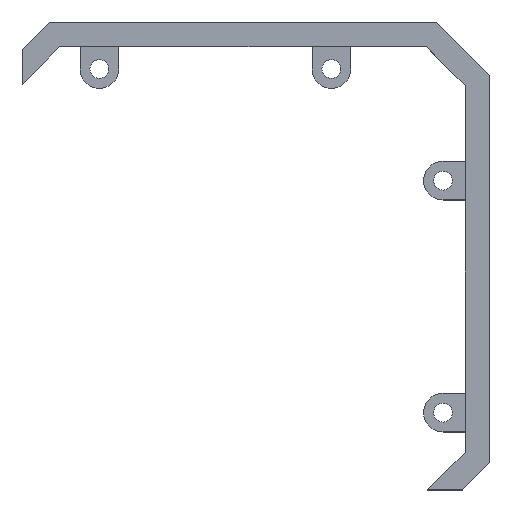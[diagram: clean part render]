
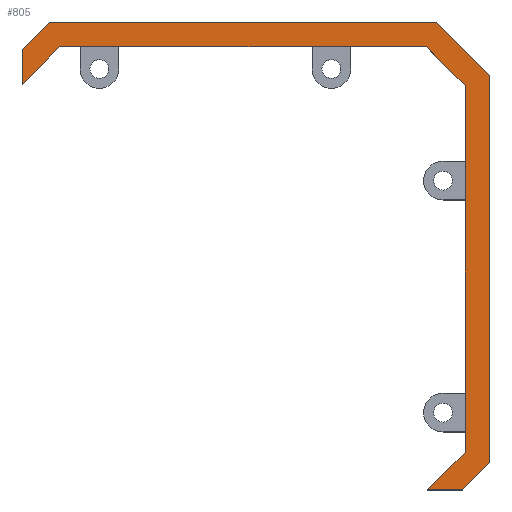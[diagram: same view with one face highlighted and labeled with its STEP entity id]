
A CAD part, top view. The second image highlights one B-rep face of the part: STEP entity #805.
In plain terms, the highlighted planar face has unit normal (0, 0, 1).
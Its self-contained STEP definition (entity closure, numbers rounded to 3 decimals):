
#87=FACE_OUTER_BOUND('',#136,.T.);
#136=EDGE_LOOP('',(#720,#721,#722,#723,#724,#725,#726,#727,#728,#729,#730,
#731));
#177=LINE('',#1188,#272);
#212=LINE('',#1274,#307);
#214=LINE('',#1278,#309);
#216=LINE('',#1281,#311);
#218=LINE('',#1285,#313);
#220=LINE('',#1289,#315);
#222=LINE('',#1293,#317);
#224=LINE('',#1297,#319);
#226=LINE('',#1301,#321);
#228=LINE('',#1305,#323);
#230=LINE('',#1309,#325);
#231=LINE('',#1311,#326);
#272=VECTOR('',#953,10.);
#307=VECTOR('',#1046,10.);
#309=VECTOR('',#1050,10.);
#311=VECTOR('',#1054,10.);
#313=VECTOR('',#1058,10.);
#315=VECTOR('',#1062,10.);
#317=VECTOR('',#1066,10.);
#319=VECTOR('',#1070,10.);
#321=VECTOR('',#1074,10.);
#323=VECTOR('',#1078,10.);
#325=VECTOR('',#1082,10.);
#326=VECTOR('',#1085,10.);
#367=VERTEX_POINT('',#1185);
#368=VERTEX_POINT('',#1187);
#389=VERTEX_POINT('',#1271);
#390=VERTEX_POINT('',#1273);
#391=VERTEX_POINT('',#1277);
#392=VERTEX_POINT('',#1283);
#393=VERTEX_POINT('',#1287);
#394=VERTEX_POINT('',#1291);
#395=VERTEX_POINT('',#1295);
#396=VERTEX_POINT('',#1299);
#397=VERTEX_POINT('',#1303);
#398=VERTEX_POINT('',#1307);
#447=EDGE_CURVE('',#368,#367,#177,.T.);
#490=EDGE_CURVE('',#390,#389,#212,.T.);
#492=EDGE_CURVE('',#389,#391,#214,.T.);
#494=EDGE_CURVE('',#391,#368,#216,.T.);
#496=EDGE_CURVE('',#367,#392,#218,.T.);
#498=EDGE_CURVE('',#392,#393,#220,.T.);
#500=EDGE_CURVE('',#393,#394,#222,.T.);
#502=EDGE_CURVE('',#394,#395,#224,.T.);
#504=EDGE_CURVE('',#395,#396,#226,.T.);
#506=EDGE_CURVE('',#396,#397,#228,.T.);
#508=EDGE_CURVE('',#397,#398,#230,.T.);
#509=EDGE_CURVE('',#398,#390,#231,.T.);
#720=ORIENTED_EDGE('',*,*,#509,.T.);
#721=ORIENTED_EDGE('',*,*,#490,.T.);
#722=ORIENTED_EDGE('',*,*,#492,.T.);
#723=ORIENTED_EDGE('',*,*,#494,.T.);
#724=ORIENTED_EDGE('',*,*,#447,.T.);
#725=ORIENTED_EDGE('',*,*,#496,.T.);
#726=ORIENTED_EDGE('',*,*,#498,.T.);
#727=ORIENTED_EDGE('',*,*,#500,.T.);
#728=ORIENTED_EDGE('',*,*,#502,.T.);
#729=ORIENTED_EDGE('',*,*,#504,.T.);
#730=ORIENTED_EDGE('',*,*,#506,.T.);
#731=ORIENTED_EDGE('',*,*,#508,.T.);
#764=PLANE('',#876);
#805=ADVANCED_FACE('',(#87),#764,.F.);
#876=AXIS2_PLACEMENT_3D('',#1312,#1086,#1087);
#953=DIRECTION('',(-0.707,-0.707,0.));
#1046=DIRECTION('',(1.,0.,0.));
#1050=DIRECTION('',(0.707,-0.707,0.));
#1054=DIRECTION('',(0.,-1.,0.));
#1058=DIRECTION('',(1.,0.,0.));
#1062=DIRECTION('',(0.707,0.707,0.));
#1066=DIRECTION('',(0.,1.,0.));
#1070=DIRECTION('',(-0.707,0.707,0.));
#1074=DIRECTION('',(-1.,0.,0.));
#1078=DIRECTION('',(-0.707,-0.707,0.));
#1082=DIRECTION('',(0.,-1.,0.));
#1085=DIRECTION('',(0.707,0.707,0.));
#1086=DIRECTION('center_axis',(0.,0.,-1.));
#1087=DIRECTION('ref_axis',(0.,1.,0.));
#1185=CARTESIAN_POINT('',(22.924,-50.5,8.));
#1187=CARTESIAN_POINT('',(29.712,-43.712,8.));
#1188=CARTESIAN_POINT('',(25.746,-47.678,8.));
#1271=CARTESIAN_POINT('',(22.712,29.712,8.));
#1273=CARTESIAN_POINT('',(-43.712,29.712,8.));
#1274=CARTESIAN_POINT('',(7.284,29.712,8.));
#1277=CARTESIAN_POINT('',(29.712,22.712,8.));
#1278=CARTESIAN_POINT('',(27.962,24.462,8.));
#1281=CARTESIAN_POINT('',(29.712,-25.928,8.));
#1283=CARTESIAN_POINT('',(29.288,-50.5,8.));
#1285=CARTESIAN_POINT('',(10.572,-50.5,8.));
#1287=CARTESIAN_POINT('',(34.212,-45.576,8.));
#1289=CARTESIAN_POINT('',(32.981,-46.807,8.));
#1291=CARTESIAN_POINT('',(34.212,24.576,8.));
#1293=CARTESIAN_POINT('',(34.212,8.216,8.));
#1295=CARTESIAN_POINT('',(24.576,34.212,8.));
#1297=CARTESIAN_POINT('',(26.985,31.803,8.));
#1299=CARTESIAN_POINT('',(-45.576,34.212,8.));
#1301=CARTESIAN_POINT('',(-26.86,34.212,8.));
#1303=CARTESIAN_POINT('',(-50.5,29.288,8.));
#1305=CARTESIAN_POINT('',(-49.269,30.519,8.));
#1307=CARTESIAN_POINT('',(-50.5,22.924,8.));
#1309=CARTESIAN_POINT('',(-50.5,7.39,8.));
#1311=CARTESIAN_POINT('',(-44.284,29.14,8.));
#1312=CARTESIAN_POINT('Origin',(-8.144,-8.144,8.));
